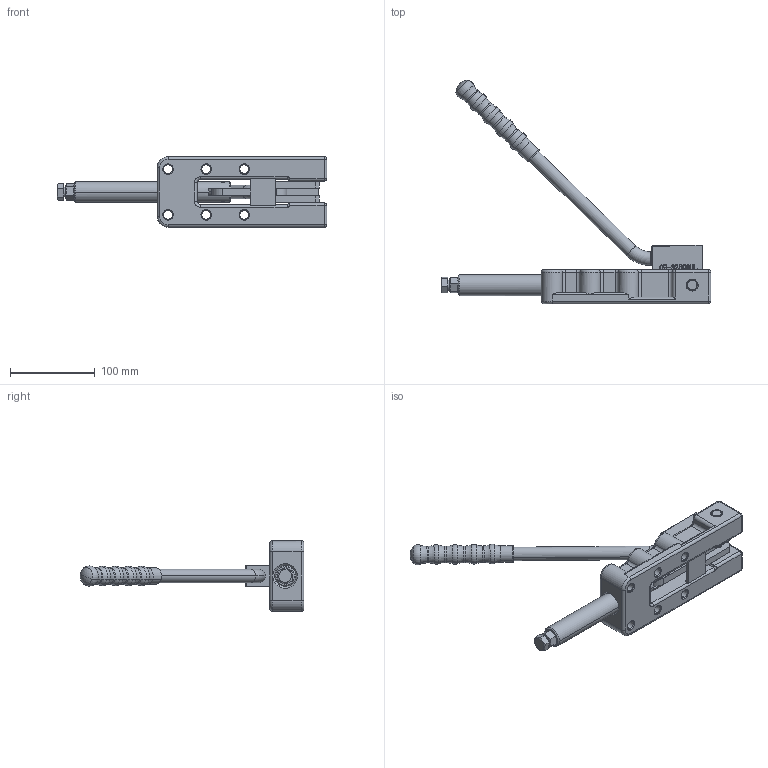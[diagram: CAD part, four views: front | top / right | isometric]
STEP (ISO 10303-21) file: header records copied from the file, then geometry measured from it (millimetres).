
FILE_DESCRIPTION (( 'STEP AP203' ), '1' );
FILE_NAME ('CH-32500HL.STEP', '2017-11-25T03:27:46', ( 'Windows' ), ( 'Microsoft' ), 'SwSTEP 2.0', 'SolidWorks 2015', '' );
FILE_SCHEMA (( 'CONFIG_CONTROL_DESIGN' ));
Length unit declared in the file: millimetre
Products named in the file (13): 32500-HL-02; 32500-01; 32500-HL-03; 32500-02; 32500HL-04; 32500-05; M8AO; 32500-06; CH-32500HL; 32500-07; M12; M12-75; 32500HL-01
Assembly tree (13 placements, depth 2):
  CH-32500HL
    32500-01
    32500-02
    32500-05
    32500-06  x2
    32500-07
    M12
    M12-75
    32500HL-01
    32500-HL-02
    32500-HL-03
    32500HL-04
    M8AO
Bounding box: 317.99 x 263.83 x 83 mm (x, y, z)
Volume: 633307.1 mm3; surface area: 161991.3 mm2
Topology: 13 solids, 13 shells, 1019 faces, 2640 edges, 1667 vertices
Faces by surface type: cylinder 342, plane 273, bspline 205, torus 95, cone 92, sphere 12
Entity records: 48455 total; most frequent: CARTESIAN_POINT 24639, ORIENTED_EDGE 5216, DIRECTION 3943, EDGE_CURVE 2608, VERTEX_POINT 1655, AXIS2_PLACEMENT_3D 1367, LINE 1209, VECTOR 1209
